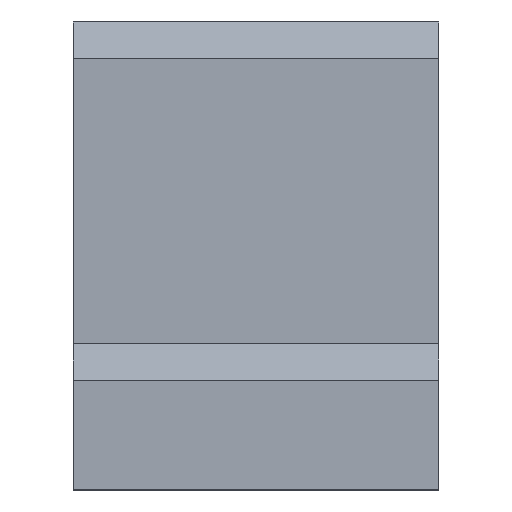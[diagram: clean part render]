
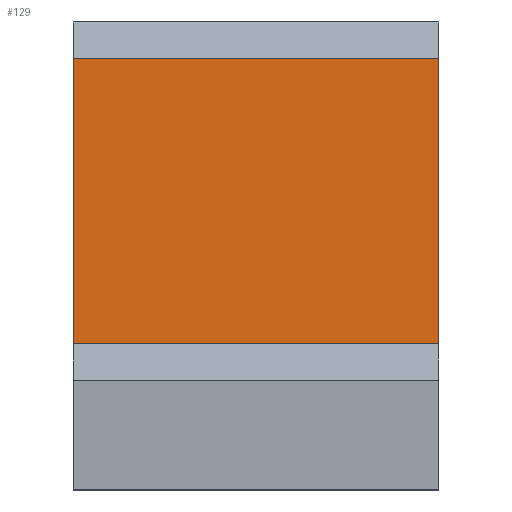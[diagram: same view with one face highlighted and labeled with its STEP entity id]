
A CAD part, left-side view. The second image highlights one B-rep face of the part: STEP entity #129.
In plain terms, the highlighted planar face has unit normal (-1, 0, 0).
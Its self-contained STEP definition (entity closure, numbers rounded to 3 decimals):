
#129=ADVANCED_FACE('',(#333),#335,.T.);
#333=FACE_BOUND('',#334,.T.);
#334=EDGE_LOOP('',(#512,#513,#514,#515));
#335=PLANE('',#336);
#336=AXIS2_PLACEMENT_3D('',#337,#338,#339);
#337=CARTESIAN_POINT('',(-9.,-5.,3.));
#338=DIRECTION('',(-1.,0.,0.));
#339=DIRECTION('',(0.,0.,1.));
#512=ORIENTED_EDGE('',*,*,#617,.F.);
#513=ORIENTED_EDGE('',*,*,#590,.T.);
#514=ORIENTED_EDGE('',*,*,#618,.T.);
#515=ORIENTED_EDGE('',*,*,#603,.F.);
#590=EDGE_CURVE('',#671,#669,#672,.T.);
#603=EDGE_CURVE('',#694,#696,#697,.T.);
#617=EDGE_CURVE('',#671,#694,#716,.T.);
#618=EDGE_CURVE('',#669,#696,#717,.T.);
#669=VERTEX_POINT('',#816);
#671=VERTEX_POINT('',#820);
#672=LINE('',#821,#822);
#694=VERTEX_POINT('',#867);
#696=VERTEX_POINT('',#871);
#697=LINE('',#872,#873);
#716=LINE('',#919,#920);
#717=LINE('',#922,#923);
#816=CARTESIAN_POINT('',(-9.,-5.,11.8));
#820=CARTESIAN_POINT('',(-9.,-5.,4.));
#821=CARTESIAN_POINT('',(-9.,-5.,4.));
#822=VECTOR('',#823,1.);
#823=DIRECTION('',(0.,0.,1.));
#867=CARTESIAN_POINT('',(-9.,5.,4.));
#871=CARTESIAN_POINT('',(-9.,5.,11.8));
#872=CARTESIAN_POINT('',(-9.,5.,4.));
#873=VECTOR('',#874,1.);
#874=DIRECTION('',(0.,0.,1.));
#919=CARTESIAN_POINT('',(-9.,-5.,4.));
#920=VECTOR('',#921,1.);
#921=DIRECTION('',(0.,1.,0.));
#922=CARTESIAN_POINT('',(-9.,-5.,11.8));
#923=VECTOR('',#924,1.);
#924=DIRECTION('',(0.,1.,0.));
